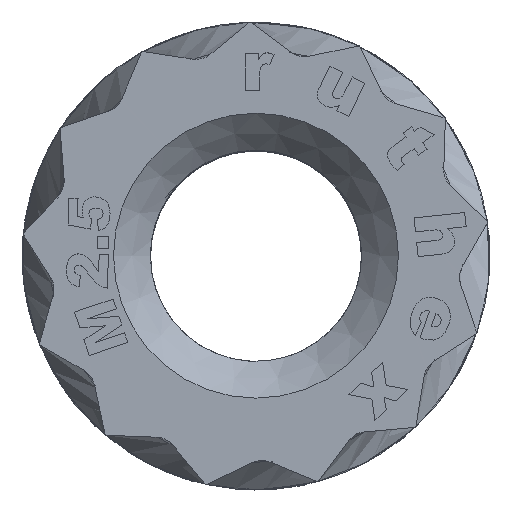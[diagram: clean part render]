
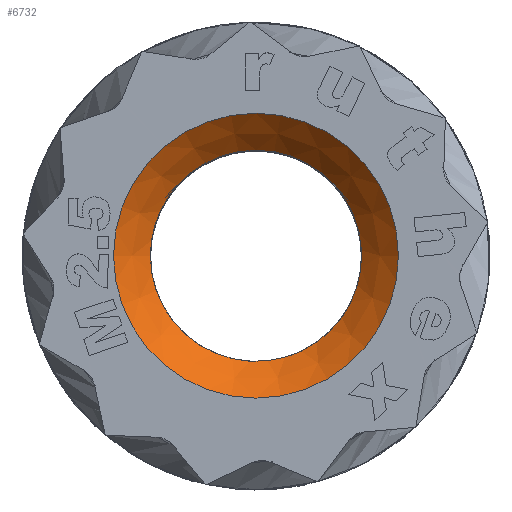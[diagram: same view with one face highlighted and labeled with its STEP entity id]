
A CAD part, top view. The second image highlights one B-rep face of the part: STEP entity #6732.
In plain terms, the highlighted conical face has half-angle 45 degrees and reference radius 1.219 mm.
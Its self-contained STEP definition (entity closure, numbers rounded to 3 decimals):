
#19=CONICAL_SURFACE('',#7020,1.219,0.785);
#515=FACE_OUTER_BOUND('',#865,.T.);
#865=EDGE_LOOP('',(#5484,#5485,#5486,#5487,#5488,#5489,#5490));
#1262=B_SPLINE_CURVE_WITH_KNOTS('',3,(#12580,#12581,#12582,#12583),
 .UNSPECIFIED.,.F.,.F.,(4,4),(0.221,0.222),
 .UNSPECIFIED.);
#1666=CIRCLE('',#6895,1.038);
#1682=CIRCLE('',#7012,1.4);
#1683=CIRCLE('',#7015,1.038);
#1684=CIRCLE('',#7016,1.038);
#2084=LINE('',#12690,#2432);
#2432=VECTOR('',#7744,1.219);
#2464=VERTEX_POINT('',#8463);
#2465=VERTEX_POINT('',#8477);
#2870=VERTEX_POINT('',#11649);
#2871=VERTEX_POINT('',#12177);
#2872=VERTEX_POINT('',#12179);
#3241=EDGE_CURVE('',#2465,#2464,#1666,.F.);
#3819=EDGE_CURVE('',#2870,#2870,#1682,.T.);
#3825=EDGE_CURVE('',#2464,#2871,#1683,.T.);
#3827=EDGE_CURVE('',#2871,#2872,#1684,.T.);
#3828=EDGE_CURVE('',#2872,#2465,#1262,.T.);
#3832=EDGE_CURVE('',#2870,#2871,#2084,.T.);
#5484=ORIENTED_EDGE('',*,*,#3825,.T.);
#5485=ORIENTED_EDGE('',*,*,#3832,.F.);
#5486=ORIENTED_EDGE('',*,*,#3819,.F.);
#5487=ORIENTED_EDGE('',*,*,#3832,.T.);
#5488=ORIENTED_EDGE('',*,*,#3827,.T.);
#5489=ORIENTED_EDGE('',*,*,#3828,.T.);
#5490=ORIENTED_EDGE('',*,*,#3241,.T.);
#6732=ADVANCED_FACE('',(#515),#19,.F.);
#6895=AXIS2_PLACEMENT_3D('',#8478,#7162,#7163);
#7012=AXIS2_PLACEMENT_3D('',#11650,#7726,#7727);
#7015=AXIS2_PLACEMENT_3D('',#12178,#7732,#7733);
#7016=AXIS2_PLACEMENT_3D('',#12259,#7734,#7735);
#7020=AXIS2_PLACEMENT_3D('',#12689,#7742,#7743);
#7162=DIRECTION('center_axis',(0.,0.,1.));
#7163=DIRECTION('ref_axis',(1.,0.,0.));
#7726=DIRECTION('center_axis',(0.,0.,-1.));
#7727=DIRECTION('ref_axis',(1.,0.,0.));
#7732=DIRECTION('center_axis',(0.,0.,-1.));
#7733=DIRECTION('ref_axis',(1.,0.,0.));
#7734=DIRECTION('center_axis',(0.,0.,-1.));
#7735=DIRECTION('ref_axis',(1.,0.,0.));
#7742=DIRECTION('center_axis',(0.,0.,1.));
#7743=DIRECTION('ref_axis',(1.,0.,0.));
#7744=DIRECTION('',(0.707,0.,-0.707));
#8463=CARTESIAN_POINT('',(0.778,0.688,-0.362));
#8477=CARTESIAN_POINT('',(-0.776,0.695,-0.362));
#8478=CARTESIAN_POINT('Origin',(-0.001,0.002,
-0.362));
#11649=CARTESIAN_POINT('',(-1.401,0.002,0.));
#11650=CARTESIAN_POINT('Origin',(-0.001,0.002,
0.));
#12177=CARTESIAN_POINT('',(-1.039,0.002,-0.362));
#12178=CARTESIAN_POINT('Origin',(-0.001,0.002,
-0.362));
#12179=CARTESIAN_POINT('',(-0.78,0.691,-0.362));
#12259=CARTESIAN_POINT('Origin',(-0.001,0.002,
-0.362));
#12580=CARTESIAN_POINT('Ctrl Pts',(-0.78,0.691,
-0.362));
#12581=CARTESIAN_POINT('Ctrl Pts',(-0.779,0.692,
-0.362));
#12582=CARTESIAN_POINT('Ctrl Pts',(-0.778,0.693,
-0.362));
#12583=CARTESIAN_POINT('Ctrl Pts',(-0.776,0.695,
-0.362));
#12689=CARTESIAN_POINT('Origin',(-0.001,0.002,
-0.181));
#12690=CARTESIAN_POINT('',(-1.22,0.002,-0.181));
